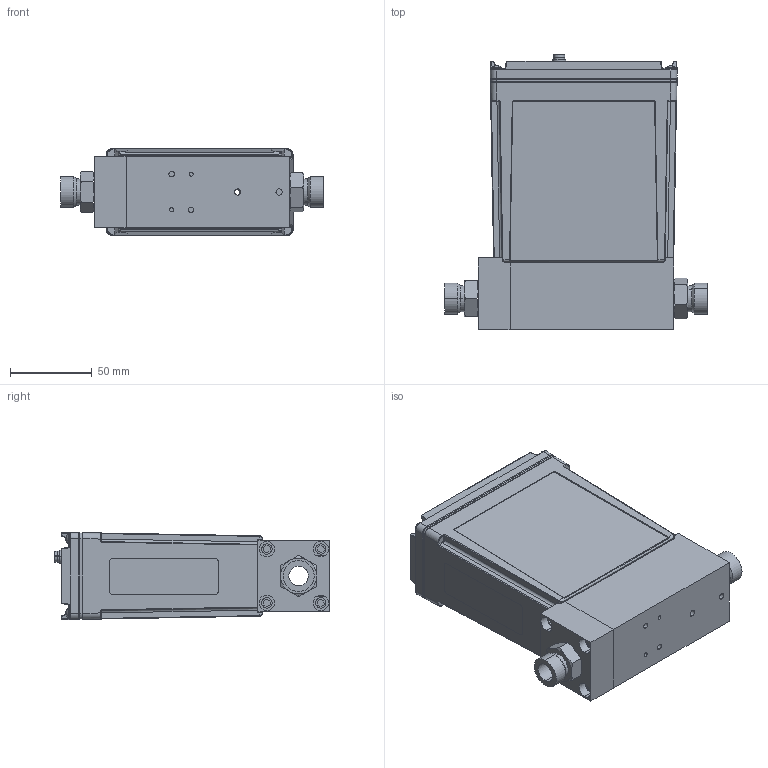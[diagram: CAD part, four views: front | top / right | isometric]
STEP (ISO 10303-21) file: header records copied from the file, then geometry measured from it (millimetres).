
FILE_DESCRIPTION (( 'STEP AP214' ), '1' );
FILE_NAME ('GE250-12MM TUBE-ETHERCAT.STEP', '2018-04-26T20:09:52', ( '' ), ( '' ), 'SwSTEP 2.0', 'SolidWorks 2015', '' );
FILE_SCHEMA (( 'AUTOMOTIVE_DESIGN' ));
Length unit declared in the file: inch
Products named in the file (1): GE250-12MM TUBE-ETHERCAT
Bounding box: 160.94 x 168.72 x 53.35 mm (x, y, z)
Surface area: 102894.1 mm2 (no closed solid volume)
Topology: 0 solids, 46 shells, 640 faces, 2052 edges, 1384 vertices
Faces by surface type: plane 285, cylinder 226, bspline 60, cone 30, sphere 25, torus 14
Entity records: 33391 total; most frequent: CARTESIAN_POINT 8071, DIRECTION 3519, ORIENTED_EDGE 3196, EDGE_CURVE 2020, VERTEX_POINT 1379, AXIS2_PLACEMENT_3D 1216, VECTOR 1087, LINE 1087
